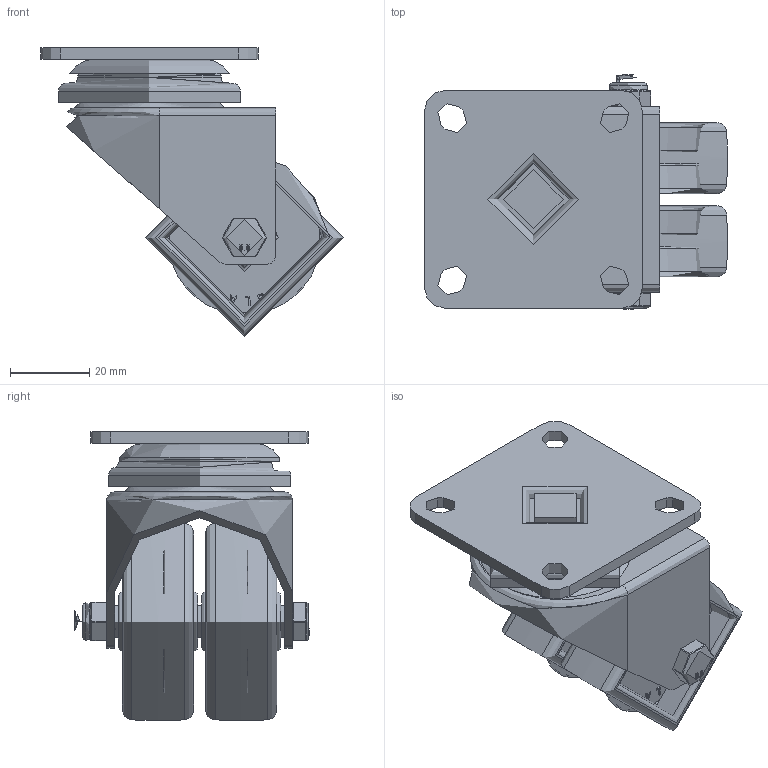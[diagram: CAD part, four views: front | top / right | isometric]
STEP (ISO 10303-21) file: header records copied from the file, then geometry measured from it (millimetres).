
FILE_DESCRIPTION(/* description */ ('','CAx-IF Rec.Pracs.---Representation and Presentation of Product Manufacturing Information (PMI)---4.0---2014-10-13'),/* implementation_level */ '2;1');
FILE_NAME(/* name */ '2BZD50PLGREY.step',/* time_stamp */ '2025-01-08T11:24:31Z',/* author */ (''),/* organization */ (''),/* preprocessor_version */ 'ST-DEVELOPER v20',/* originating_system */ 'Autodesk Translation Framework v13.20.0.188',/* authorisation */ '');
FILE_SCHEMA (('AP242_MANAGED_MODEL_BASED_3D_ENGINEERING_MIM_LF { 1 0 10303 442 1 1 4 }'));
Length unit declared in the file: millimetre
Products named in the file (16): 2BZD50PL/GREY; 2BZD50AS v1; ZINC PLATED PRESSED STEEL TOP PLATE; ZINC PLATED PRESSED STEEL FORKS; BZL50WPLGREY v1; POLYPROPYLENE WHEEL; BZL50WPLGREY v1 (1); POLYPROPYLENE WHEEL (1); TUBEM8X43 v1; ZINC PLATED AXLE TUBE; HEXBOLTM6X55Z8.8 v2; GRADE 8.8 ZINC PLATED BOLT (1); NYLOCM6Z v1; NYLOC THIN NUT; NUT; SEAL
Assembly tree (15 placements, depth 4):
  2BZD50PL/GREY
    2BZD50AS v1
      ZINC PLATED PRESSED STEEL TOP PLATE
      ZINC PLATED PRESSED STEEL FORKS
    BZL50WPLGREY v1
      POLYPROPYLENE WHEEL
    BZL50WPLGREY v1 (1)
      POLYPROPYLENE WHEEL (1)
    TUBEM8X43 v1
      ZINC PLATED AXLE TUBE
    HEXBOLTM6X55Z8.8 v2
      GRADE 8.8 ZINC PLATED BOLT (1)
    NYLOCM6Z v1
      NYLOC THIN NUT
        NUT
        SEAL
Bounding box: 76.5 x 59.15 x 73 mm (x, y, z)
Volume: 64967.8 mm3; surface area: 45034.1 mm2
Topology: 8 solids, 8 shells, 582 faces, 1480 edges, 969 vertices
Faces by surface type: plane 269, bspline 131, cylinder 119, torus 42, sphere 12, cone 9
Full cylindrical faces by diameter (mm): 4.744 x6, 5.884 x11, 6 x4, 6.2 x2, 7 x2, 8 x1, 8.1 x2, 9 x1, 9.5 x1, 14 x2, 15 x5, 30 x1, 34 x1, 36.25 x1, 40.25 x1, 42 x1, 46 x1
Entity records: 26516 total; most frequent: CARTESIAN_POINT 12792, ORIENTED_EDGE 2958, DIRECTION 2398, EDGE_CURVE 1479, VERTEX_POINT 969, LINE 810, VECTOR 810, AXIS2_PLACEMENT_3D 794
